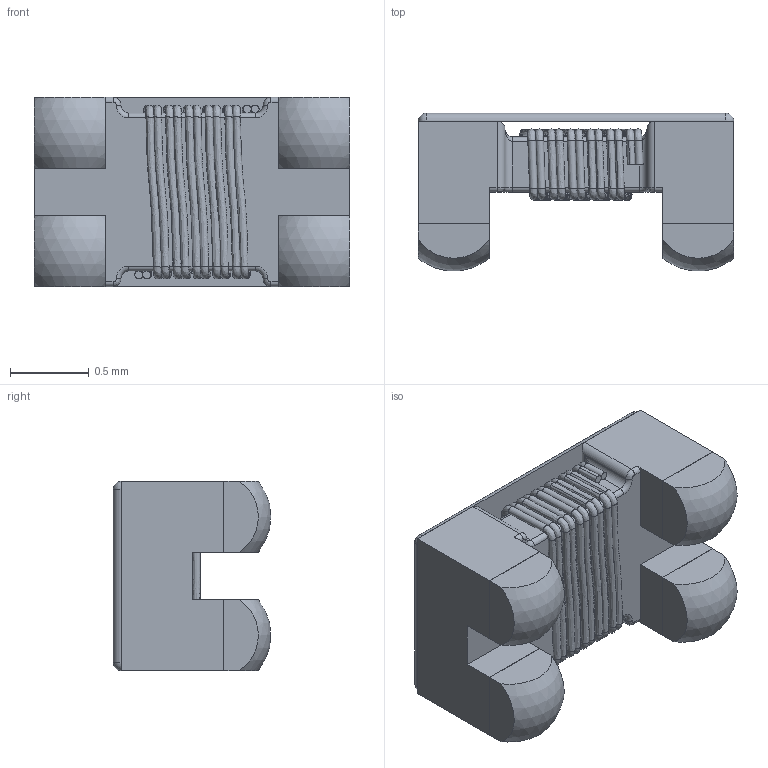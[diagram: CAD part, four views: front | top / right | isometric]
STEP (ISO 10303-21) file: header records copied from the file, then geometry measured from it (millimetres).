
FILE_DESCRIPTION(/* description */ (''),/* implementation_level */ '2;1');
FILE_NAME(/* name */ '',/* time_stamp */ '',/* author */ (''),/* organization */ (''),/* preprocessor_version */ '',/* originating_system */ '',/* authorisation */ '');
FILE_SCHEMA (('AUTOMOTIVE_DESIGN { 1 0 10303 214 3 1 1 }'));
Length unit declared in the file: millimetre
Products named in the file (4): Murata DLW21HNxxxHQ; Murata DLW21HNxxxHQ_Coil; Murata DLW21HNxxxHQ_Core; Murata DLW21HNxxxHQ_Glue
Assembly tree (3 placements, depth 2):
  Murata DLW21HNxxxHQ
    Murata DLW21HNxxxHQ_Coil
    Murata DLW21HNxxxHQ_Core
    Murata DLW21HNxxxHQ_Glue
Bounding box: 2 x 1 x 1.2 mm (x, y, z)
Volume: 1.4 mm3; surface area: 20 mm2
Topology: 3 solids, 3 shells, 189 faces, 489 edges, 292 vertices
Faces by surface type: bspline 107, plane 46, cylinder 24, sphere 8, torus 4
Entity records: 13956 total; most frequent: CARTESIAN_POINT 9555, ORIENTED_EDGE 978, DIRECTION 763, EDGE_CURVE 487, AXIS2_PLACEMENT_3D 310, VERTEX_POINT 292, EDGE_LOOP 214, CIRCLE 208
